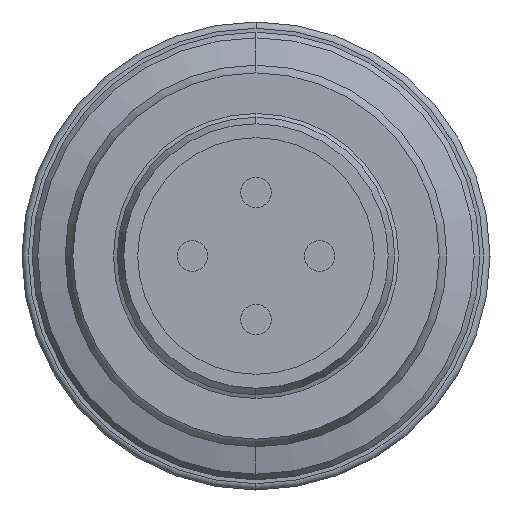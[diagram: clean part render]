
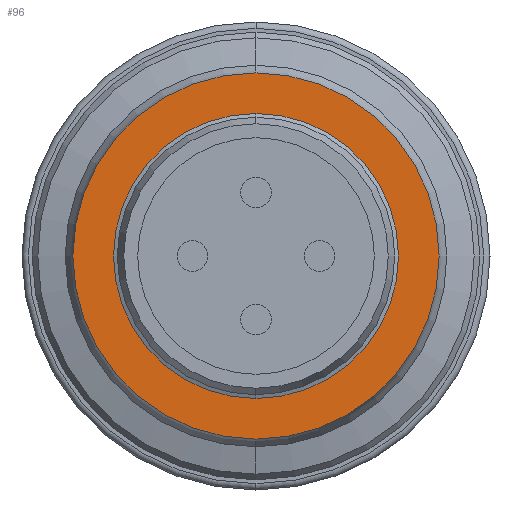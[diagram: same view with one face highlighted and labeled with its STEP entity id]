
A CAD part, left-side view. The second image highlights one B-rep face of the part: STEP entity #96.
In plain terms, the highlighted planar face has unit normal (-1, 0, 0).
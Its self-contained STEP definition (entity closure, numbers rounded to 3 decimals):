
#5 = DIRECTION ( 'NONE',  ( 0., 0., 1. ) ) ;
#26 = CARTESIAN_POINT ( 'NONE',  ( 9.301, 0., 0. ) ) ;
#96 = ADVANCED_FACE ( 'NONE', ( #639, #635 ), #474, .F. ) ;
#113 = CARTESIAN_POINT ( 'NONE',  ( 9.301, 0., -7.2 ) ) ;
#117 = DIRECTION ( 'NONE',  ( -1., 0., 0. ) ) ;
#127 = CIRCLE ( 'NONE', #1458, 5.603 ) ;
#142 = CIRCLE ( 'NONE', #1488, 7.2 ) ;
#152 = VERTEX_POINT ( 'NONE', #283 ) ;
#283 = CARTESIAN_POINT ( 'NONE',  ( 9.301, 0., 5.603 ) ) ;
#316 = CIRCLE ( 'NONE', #935, 7.2 ) ;
#331 = CIRCLE ( 'NONE', #869, 5.603 ) ;
#474 = PLANE ( 'NONE',  #1342 ) ;
#508 = CARTESIAN_POINT ( 'NONE',  ( 9.301, 7.2, 0. ) ) ;
#571 = DIRECTION ( 'NONE',  ( 1., 0., 0. ) ) ;
#574 = DIRECTION ( 'NONE',  ( 0., 0., 1. ) ) ;
#576 = DIRECTION ( 'NONE',  ( -1., 0., 0. ) ) ;
#577 = CARTESIAN_POINT ( 'NONE',  ( 9.301, 0., 0. ) ) ;
#590 = DIRECTION ( 'NONE',  ( 0., 0., -1. ) ) ;
#599 = DIRECTION ( 'NONE',  ( 0., 0., 1. ) ) ;
#601 = DIRECTION ( 'NONE',  ( -1., 0., 0. ) ) ;
#605 = CARTESIAN_POINT ( 'NONE',  ( 9.301, 0., 0. ) ) ;
#635 = FACE_OUTER_BOUND ( 'NONE', #798, .T. ) ;
#639 = FACE_BOUND ( 'NONE', #780, .T. ) ;
#780 = EDGE_LOOP ( 'NONE', ( #849, #1400 ) ) ;
#798 = EDGE_LOOP ( 'NONE', ( #923, #1189 ) ) ;
#815 = CARTESIAN_POINT ( 'NONE',  ( 9.301, 0., 0. ) ) ;
#817 = DIRECTION ( 'NONE',  ( 0., 0., 1. ) ) ;
#826 = EDGE_CURVE ( 'NONE', #152, #861, #331, .T. ) ;
#836 = DIRECTION ( 'NONE',  ( -1., 0., 0. ) ) ;
#849 = ORIENTED_EDGE ( 'NONE', *, *, #1491, .F. ) ;
#861 = VERTEX_POINT ( 'NONE', #986 ) ;
#869 = AXIS2_PLACEMENT_3D ( 'NONE', #815, #836, #817 ) ;
#890 = VERTEX_POINT ( 'NONE', #113 ) ;
#903 = EDGE_CURVE ( 'NONE', #1273, #890, #316, .T. ) ;
#923 = ORIENTED_EDGE ( 'NONE', *, *, #903, .T. ) ;
#935 = AXIS2_PLACEMENT_3D ( 'NONE', #26, #117, #5 ) ;
#986 = CARTESIAN_POINT ( 'NONE',  ( 9.301, 0., -5.603 ) ) ;
#1095 = CARTESIAN_POINT ( 'NONE',  ( 9.301, 0., 7.2 ) ) ;
#1189 = ORIENTED_EDGE ( 'NONE', *, *, #1484, .T. ) ;
#1273 = VERTEX_POINT ( 'NONE', #1095 ) ;
#1342 = AXIS2_PLACEMENT_3D ( 'NONE', #508, #571, #590 ) ;
#1400 = ORIENTED_EDGE ( 'NONE', *, *, #826, .F. ) ;
#1458 = AXIS2_PLACEMENT_3D ( 'NONE', #577, #576, #574 ) ;
#1484 = EDGE_CURVE ( 'NONE', #890, #1273, #142, .T. ) ;
#1488 = AXIS2_PLACEMENT_3D ( 'NONE', #605, #601, #599 ) ;
#1491 = EDGE_CURVE ( 'NONE', #861, #152, #127, .T. ) ;
